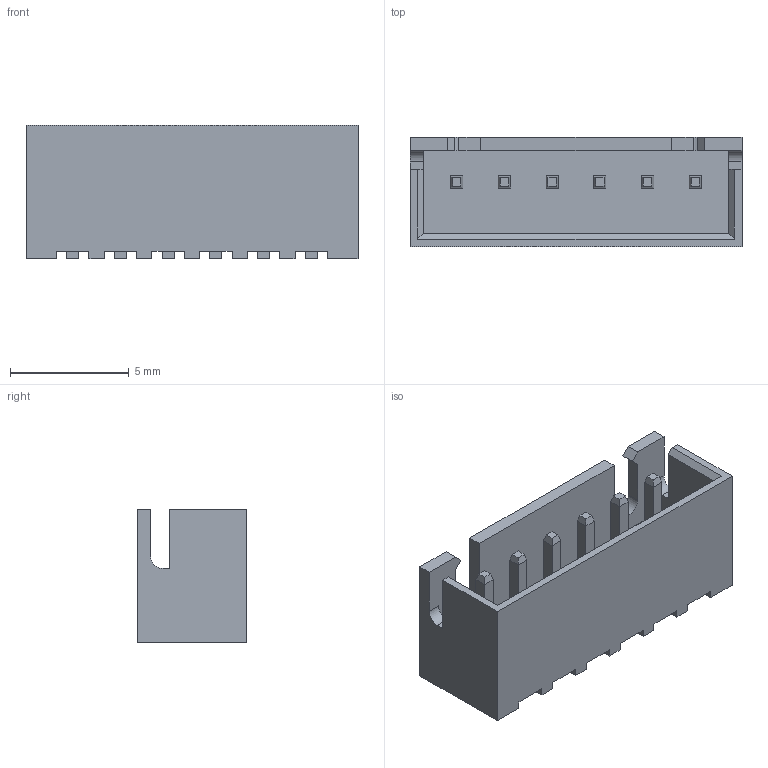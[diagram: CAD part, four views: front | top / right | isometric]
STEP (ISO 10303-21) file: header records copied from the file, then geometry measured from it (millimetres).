
FILE_DESCRIPTION(/* description */ (''),/* implementation_level */ '2;1');
FILE_NAME(/* name */ 'Main.step',/* time_stamp */ '2025-04-03T01:46:25+02:00',/* author */ ('rocke'),/* organization */ (''),/* preprocessor_version */ 'ST-DEVELOPER v18.1',/* originating_system */ 'Autodesk Inventor 2021',/* authorisation */ '');
FILE_SCHEMA (('AUTOMOTIVE_DESIGN { 1 0 10303 214 3 1 1 }'));
Length unit declared in the file: millimetre
Products named in the file (1): Main
Bounding box: 14.01 x 4.63 x 5.63 mm (x, y, z)
Volume: 170.4 mm3; surface area: 517.2 mm2
Topology: 1 solids, 1 shells, 143 faces, 361 edges, 232 vertices
Faces by surface type: plane 139, cylinder 4
Entity records: 4312 total; most frequent: CARTESIAN_POINT 737, ORIENTED_EDGE 722, DIRECTION 657, EDGE_CURVE 361, LINE 353, VECTOR 353, VERTEX_POINT 232, EDGE_LOOP 155
